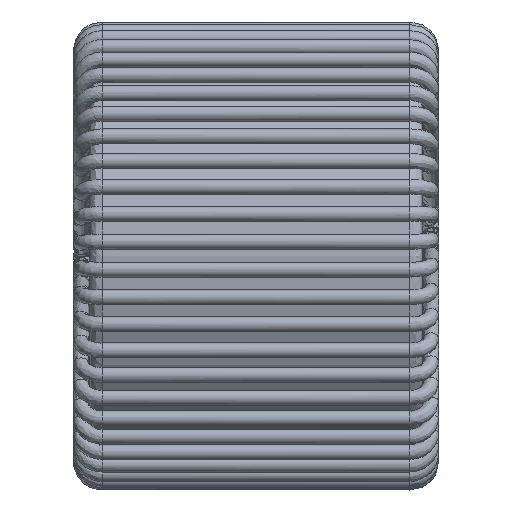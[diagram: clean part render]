
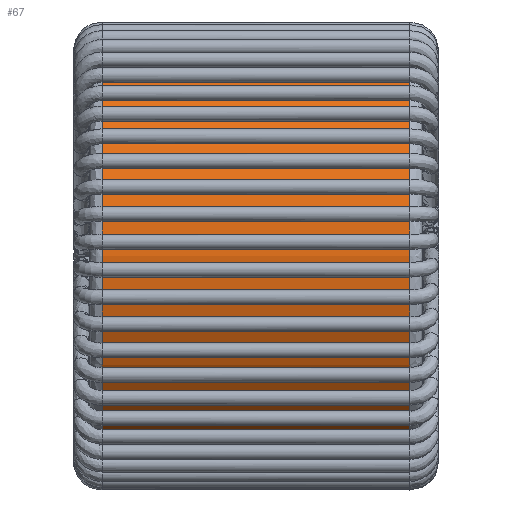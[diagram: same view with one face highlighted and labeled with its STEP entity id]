
A CAD part, top view. The second image highlights one B-rep face of the part: STEP entity #67.
In plain terms, the highlighted cylindrical face has radius 8.75 mm (diameter 17.5 mm), a full revolution.
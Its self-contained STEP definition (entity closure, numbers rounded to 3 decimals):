
#67=ADVANCED_FACE('',(#499,#500),#501,.T.);
#499=FACE_OUTER_BOUND('',#1976,.T.);
#500=FACE_OUTER_BOUND('',#1977,.T.);
#501=CYLINDRICAL_SURFACE('',#1978,8.75);
#1976=EDGE_LOOP('',(#22276));
#1977=EDGE_LOOP('',(#22277));
#1978=AXIS2_PLACEMENT_3D('',#22278,#22279,#22280);
#22276=ORIENTED_EDGE('',*,*,#24982,.T.);
#22277=ORIENTED_EDGE('',*,*,#24985,.T.);
#22278=CARTESIAN_POINT('',(0.328,0.,10.089));
#22279=DIRECTION('',(-1.0,0.,0.0));
#22280=DIRECTION('',(0.,-1.0,0.0));
#24982=EDGE_CURVE('',#25401,#25401,#25402,.T.);
#24985=EDGE_CURVE('',#25407,#25407,#25408,.T.);
#25401=VERTEX_POINT('',#26237);
#25402=CIRCLE('',#26238,8.75);
#25407=VERTEX_POINT('',#26243);
#25408=CIRCLE('',#26244,8.75);
#26237=CARTESIAN_POINT('',(13.158,0.,18.839));
#26238=AXIS2_PLACEMENT_3D('',#30620,#30621,#30622);
#26243=CARTESIAN_POINT('',(0.842,0.,18.839));
#26244=AXIS2_PLACEMENT_3D('',#30629,#30630,#30631);
#30620=CARTESIAN_POINT('',(13.158,0.,10.089));
#30621=DIRECTION('',(-1.0,0.,0.0));
#30622=DIRECTION('',(0.,0.,1.0));
#30629=CARTESIAN_POINT('',(0.842,0.,10.089));
#30630=DIRECTION('',(1.0,0.,0.0));
#30631=DIRECTION('',(0.,0.,1.0));
